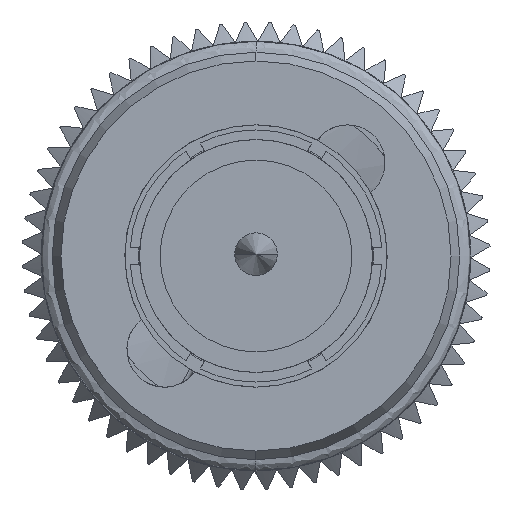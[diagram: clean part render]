
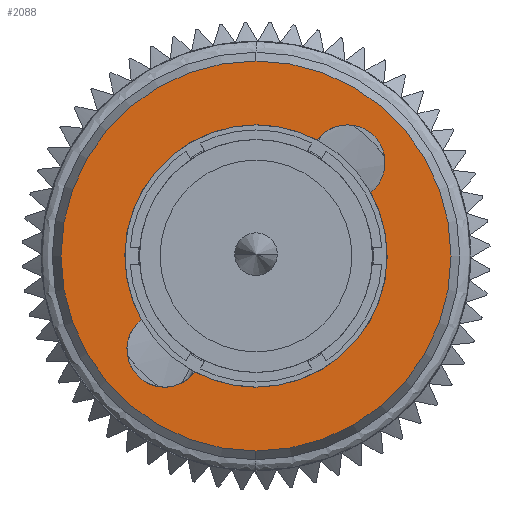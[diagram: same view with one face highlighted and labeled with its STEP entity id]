
A CAD part, left-side view. The second image highlights one B-rep face of the part: STEP entity #2088.
In plain terms, the highlighted planar face has unit normal (-1, 0, 0).
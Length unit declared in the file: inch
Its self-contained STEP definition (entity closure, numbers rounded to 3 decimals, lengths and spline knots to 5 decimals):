
#1521 = ORIENTED_EDGE ( 'NONE', *, *, #10266, .T. ) ;
#1731 = CARTESIAN_POINT ( 'NONE',  ( 0.33941, -0.11138, 0.11171 ) ) ;
#2088 = ADVANCED_FACE ( 'NONE', ( #17261, #6207 ), #8116, .F. ) ;
#2143 = CARTESIAN_POINT ( 'NONE',  ( 0.33941, 0., 0.15771 ) ) ;
#2513 = AXIS2_PLACEMENT_3D ( 'NONE', #22239, #24315, #17692 ) ;
#2590 = DIRECTION ( 'NONE',  ( 0., 0., -1. ) ) ;
#2921 = CIRCLE ( 'NONE', #19404, 0.15991 ) ;
#3107 = AXIS2_PLACEMENT_3D ( 'NONE', #6603, #20016, #12951 ) ;
#3673 = CARTESIAN_POINT ( 'NONE',  ( 0.33941, 0.07456, -0.14366 ) ) ;
#3929 = CIRCLE ( 'NONE', #28866, 0.23776 ) ;
#4720 = ORIENTED_EDGE ( 'NONE', *, *, #23785, .F. ) ;
#5172 = ORIENTED_EDGE ( 'NONE', *, *, #25553, .T. ) ;
#5386 = AXIS2_PLACEMENT_3D ( 'NONE', #20455, #16033, #14116 ) ;
#5679 = VERTEX_POINT ( 'NONE', #3673 ) ;
#5792 = EDGE_CURVE ( 'NONE', #17347, #13539, #3929, .T. ) ;
#5981 = EDGE_CURVE ( 'NONE', #17987, #14910, #22288, .T. ) ;
#6153 = EDGE_CURVE ( 'NONE', #21198, #20912, #10526, .T. ) ;
#6207 = FACE_OUTER_BOUND ( 'NONE', #10252, .T. ) ;
#6603 = CARTESIAN_POINT ( 'NONE',  ( 0.33941, 0., -0.0022 ) ) ;
#6694 = AXIS2_PLACEMENT_3D ( 'NONE', #13241, #8674, #8812 ) ;
#6980 = DIRECTION ( 'NONE',  ( -1., 0., 0. ) ) ;
#7101 = CARTESIAN_POINT ( 'NONE',  ( 0.33941, 0., -0.0022 ) ) ;
#7388 = VERTEX_POINT ( 'NONE', #8023 ) ;
#8023 = CARTESIAN_POINT ( 'NONE',  ( 0.33941, 0., -0.16211 ) ) ;
#8068 = ORIENTED_EDGE ( 'NONE', *, *, #16037, .T. ) ;
#8116 = PLANE ( 'NONE',  #9412 ) ;
#8145 = CARTESIAN_POINT ( 'NONE',  ( 0.33941, 0.13976, -0.0799 ) ) ;
#8674 = DIRECTION ( 'NONE',  ( -1., 0., 0. ) ) ;
#8769 = VERTEX_POINT ( 'NONE', #16856 ) ;
#8812 = DIRECTION ( 'NONE',  ( 0., 0., 1. ) ) ;
#9054 = DIRECTION ( 'NONE',  ( 1., 0., 0. ) ) ;
#9412 = AXIS2_PLACEMENT_3D ( 'NONE', #23576, #15190, #10592 ) ;
#9981 = CIRCLE ( 'NONE', #21791, 0.046 ) ;
#10183 = CARTESIAN_POINT ( 'NONE',  ( 0.33941, 0., 0.23556 ) ) ;
#10252 = EDGE_LOOP ( 'NONE', ( #20836, #1521 ) ) ;
#10266 = EDGE_CURVE ( 'NONE', #13539, #17347, #26148, .T. ) ;
#10526 = CIRCLE ( 'NONE', #5386, 0.15991 ) ;
#10592 = DIRECTION ( 'NONE',  ( 0., 0., -1. ) ) ;
#11021 = CIRCLE ( 'NONE', #27530, 0.15991 ) ;
#11209 = DIRECTION ( 'NONE',  ( 1., 0., 0. ) ) ;
#11665 = DIRECTION ( 'NONE',  ( 0., 0., 1. ) ) ;
#12951 = DIRECTION ( 'NONE',  ( 0., 0., 1. ) ) ;
#13241 = CARTESIAN_POINT ( 'NONE',  ( 0.33941, 0.11138, -0.1161 ) ) ;
#13438 = CARTESIAN_POINT ( 'NONE',  ( 0.33941, 0., -0.0022 ) ) ;
#13539 = VERTEX_POINT ( 'NONE', #10183 ) ;
#14116 = DIRECTION ( 'NONE',  ( 0., 0., -1. ) ) ;
#14910 = VERTEX_POINT ( 'NONE', #20196 ) ;
#15190 = DIRECTION ( 'NONE',  ( 1., 0., 0. ) ) ;
#15222 = CARTESIAN_POINT ( 'NONE',  ( 0.33941, 0., -0.0022 ) ) ;
#15286 = EDGE_LOOP ( 'NONE', ( #26957, #8068, #4720, #23832, #5172, #23434, #22424 ) ) ;
#15974 = DIRECTION ( 'NONE',  ( 0., 0., -1. ) ) ;
#16033 = DIRECTION ( 'NONE',  ( 1., 0., 0. ) ) ;
#16037 = EDGE_CURVE ( 'NONE', #20912, #8769, #24218, .T. ) ;
#16856 = CARTESIAN_POINT ( 'NONE',  ( 0.33941, -0.07456, 0.13927 ) ) ;
#17261 = FACE_BOUND ( 'NONE', #15286, .T. ) ;
#17347 = VERTEX_POINT ( 'NONE', #29018 ) ;
#17577 = DIRECTION ( 'NONE',  ( 0., 0., -1. ) ) ;
#17640 = AXIS2_PLACEMENT_3D ( 'NONE', #15222, #19923, #17577 ) ;
#17692 = DIRECTION ( 'NONE',  ( 0., 0., -1. ) ) ;
#17987 = VERTEX_POINT ( 'NONE', #22015 ) ;
#19404 = AXIS2_PLACEMENT_3D ( 'NONE', #13438, #11209, #22874 ) ;
#19923 = DIRECTION ( 'NONE',  ( 1., 0., 0. ) ) ;
#20016 = DIRECTION ( 'NONE',  ( -1., 0., 0. ) ) ;
#20196 = CARTESIAN_POINT ( 'NONE',  ( 0.33941, -0.11138, 0.15771 ) ) ;
#20223 = DIRECTION ( 'NONE',  ( -1., 0., 0. ) ) ;
#20455 = CARTESIAN_POINT ( 'NONE',  ( 0.33941, 0., -0.0022 ) ) ;
#20836 = ORIENTED_EDGE ( 'NONE', *, *, #5792, .T. ) ;
#20912 = VERTEX_POINT ( 'NONE', #2143 ) ;
#21198 = VERTEX_POINT ( 'NONE', #8145 ) ;
#21791 = AXIS2_PLACEMENT_3D ( 'NONE', #1731, #6980, #15974 ) ;
#22015 = CARTESIAN_POINT ( 'NONE',  ( 0.33941, -0.13976, 0.07551 ) ) ;
#22239 = CARTESIAN_POINT ( 'NONE',  ( 0.33941, -0.11138, 0.11171 ) ) ;
#22288 = CIRCLE ( 'NONE', #2513, 0.046 ) ;
#22376 = EDGE_CURVE ( 'NONE', #21198, #5679, #27866, .T. ) ;
#22424 = ORIENTED_EDGE ( 'NONE', *, *, #22376, .F. ) ;
#22874 = DIRECTION ( 'NONE',  ( 0., 0., -1. ) ) ;
#23048 = EDGE_CURVE ( 'NONE', #7388, #5679, #2921, .T. ) ;
#23434 = ORIENTED_EDGE ( 'NONE', *, *, #23048, .T. ) ;
#23576 = CARTESIAN_POINT ( 'NONE',  ( 0.33941, 0., -0.23995 ) ) ;
#23785 = EDGE_CURVE ( 'NONE', #14910, #8769, #9981, .T. ) ;
#23832 = ORIENTED_EDGE ( 'NONE', *, *, #5981, .F. ) ;
#24218 = CIRCLE ( 'NONE', #17640, 0.15991 ) ;
#24315 = DIRECTION ( 'NONE',  ( -1., 0., 0. ) ) ;
#25553 = EDGE_CURVE ( 'NONE', #17987, #7388, #11021, .T. ) ;
#26148 = CIRCLE ( 'NONE', #3107, 0.23776 ) ;
#26888 = CARTESIAN_POINT ( 'NONE',  ( 0.33941, 0., -0.0022 ) ) ;
#26957 = ORIENTED_EDGE ( 'NONE', *, *, #6153, .T. ) ;
#27530 = AXIS2_PLACEMENT_3D ( 'NONE', #26888, #9054, #2590 ) ;
#27866 = CIRCLE ( 'NONE', #6694, 0.046 ) ;
#28866 = AXIS2_PLACEMENT_3D ( 'NONE', #7101, #20223, #11665 ) ;
#29018 = CARTESIAN_POINT ( 'NONE',  ( 0.33941, 0., -0.23995 ) ) ;
